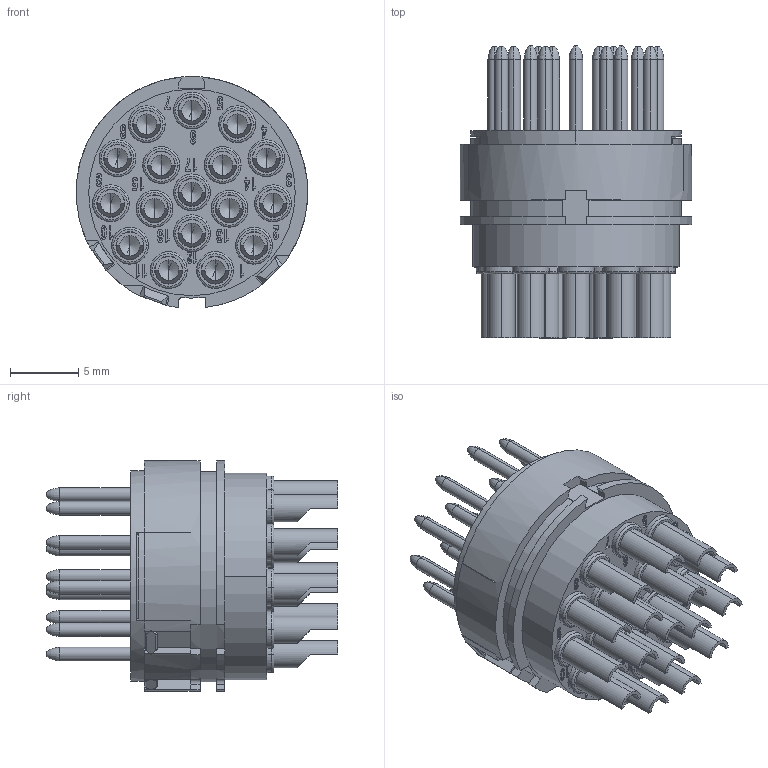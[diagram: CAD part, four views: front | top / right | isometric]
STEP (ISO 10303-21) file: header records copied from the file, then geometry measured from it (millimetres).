
FILE_DESCRIPTION((''),'2;1');
FILE_NAME('HR23-017-MST_SW0001','2017-07-24T',('tc.chen'),(''),'PRO/ENGINEER BY PARAMETRIC TECHNOLOGY CORPORATION, 2012480','PRO/ENGINEER BY PARAMETRIC TECHNOLOGY CORPORATION, 2012480','');
FILE_SCHEMA(('AUTOMOTIVE_DESIGN { 1 0 10303 214 1 1 1 1 }'));
Products named in the file (1): HR23-017-MST_SW0001
Bounding box: 16.96 x 21.4 x 16.94 mm (x, y, z)
Volume: 2147.3 mm3; surface area: 5256.4 mm2
Topology: 1 solids, 1 shells, 1839 faces, 4881 edges, 3142 vertices
Faces by surface type: plane 762, extrusion 496, cylinder 386, cone 85, torus 76, bspline 34
Entity records: 64177 total; most frequent: CARTESIAN_POINT 20101, ORIENTED_EDGE 9694, DIRECTION 7861, EDGE_CURVE 4847, VERTEX_POINT 3142, VECTOR 3029, LINE 2533, AXIS2_PLACEMENT_3D 2416
